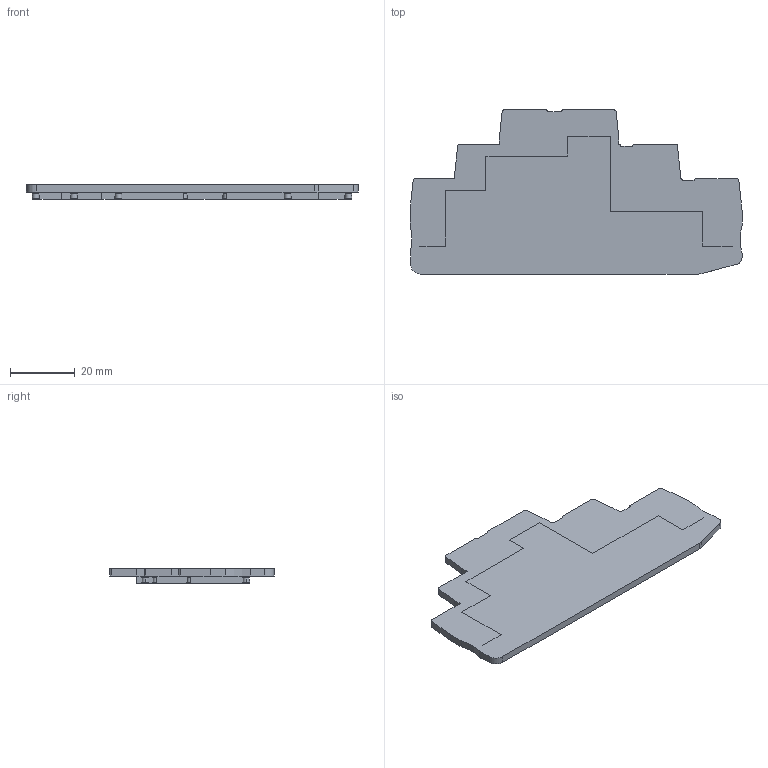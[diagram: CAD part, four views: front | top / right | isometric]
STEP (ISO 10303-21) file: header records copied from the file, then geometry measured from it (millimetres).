
FILE_DESCRIPTION((''),'2;1');
FILE_NAME('路啣','2022-02-23T',('Administrator'),(''),'PRO/ENGINEER BY PARAMETRIC TECHNOLOGY CORPORATION, 2013230','PRO/ENGINEER BY PARAMETRIC TECHNOLOGY CORPORATION, 2013230','');
FILE_SCHEMA(('CONFIG_CONTROL_DESIGN'));
Length unit declared in the file: millimetre
Products named in the file (1): 路啣
Bounding box: 102.2 x 50.5 x 4.4 mm (x, y, z)
Volume: 8972.6 mm3; surface area: 9583.5 mm2
Topology: 1 solids, 2 shells, 112 faces, 282 edges, 180 vertices
Faces by surface type: plane 53, cylinder 31, cone 14, torus 14
Entity records: 3399 total; most frequent: DIRECTION 612, CARTESIAN_POINT 575, ORIENTED_EDGE 540, EDGE_CURVE 282, AXIS2_PLACEMENT_3D 217, VERTEX_POINT 180, VECTOR 178, LINE 178
